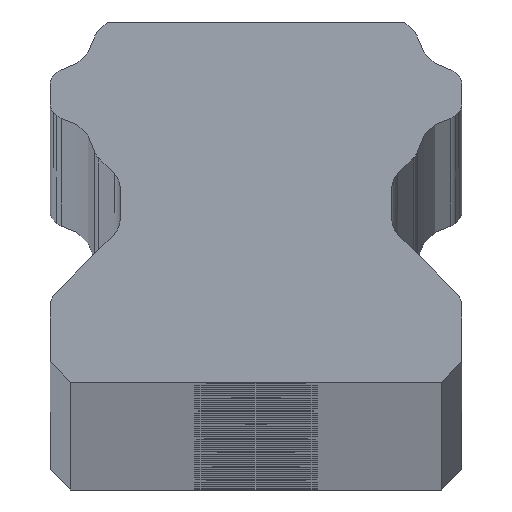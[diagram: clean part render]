
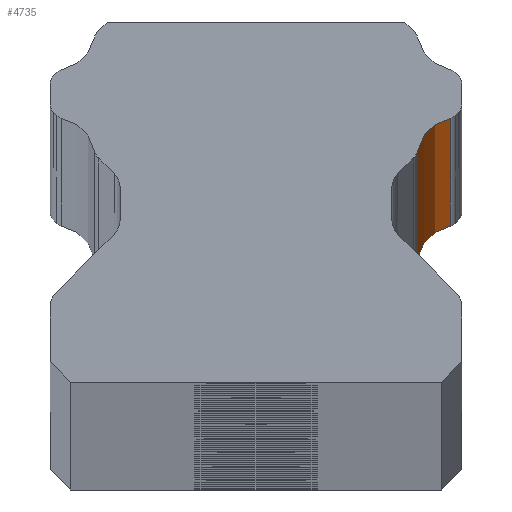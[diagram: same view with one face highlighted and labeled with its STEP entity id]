
A CAD part, top view. The second image highlights one B-rep face of the part: STEP entity #4735.
In plain terms, the highlighted cylindrical face has radius 2 mm (diameter 4 mm), a partial arc.
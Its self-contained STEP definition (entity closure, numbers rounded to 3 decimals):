
#54 = DIRECTION ( 'NONE',  ( 0., 0., -1. ) ) ;
#284 = VERTEX_POINT ( 'NONE', #5129 ) ;
#467 = DIRECTION ( 'NONE',  ( 0., 0., -1. ) ) ;
#605 = EDGE_LOOP ( 'NONE', ( #6326, #3848, #6234, #7431 ) ) ;
#615 = CARTESIAN_POINT ( 'NONE',  ( 7.847, -2.767, -1500. ) ) ;
#944 = CARTESIAN_POINT ( 'NONE',  ( 9.811, -3.146, 1500. ) ) ;
#1095 = DIRECTION ( 'NONE',  ( -1., 0., 0. ) ) ;
#1098 = FACE_OUTER_BOUND ( 'NONE', #605, .T. ) ;
#1125 = DIRECTION ( 'NONE',  ( 0., 0., -1. ) ) ;
#1391 = CARTESIAN_POINT ( 'NONE',  ( 9.432, -1.182, 1500. ) ) ;
#1551 = CYLINDRICAL_SURFACE ( 'NONE', #2485, 2. ) ;
#1575 = DIRECTION ( 'NONE',  ( -1., 0., 0. ) ) ;
#2001 = CARTESIAN_POINT ( 'NONE',  ( 7.847, -2.767, 1500. ) ) ;
#2281 = CARTESIAN_POINT ( 'NONE',  ( 9.432, -1.182, -1500. ) ) ;
#2291 = VERTEX_POINT ( 'NONE', #1391 ) ;
#2485 = AXIS2_PLACEMENT_3D ( 'NONE', #944, #4396, #6738 ) ;
#2864 = AXIS2_PLACEMENT_3D ( 'NONE', #4177, #8781, #1575 ) ;
#3848 = ORIENTED_EDGE ( 'NONE', *, *, #4503, .F. ) ;
#4177 = CARTESIAN_POINT ( 'NONE',  ( 9.811, -3.146, 1500. ) ) ;
#4218 = CIRCLE ( 'NONE', #5876, 2. ) ;
#4396 = DIRECTION ( 'NONE',  ( 0., 0., -1. ) ) ;
#4503 = EDGE_CURVE ( 'NONE', #2291, #7832, #7350, .T. ) ;
#4735 = ADVANCED_FACE ( 'NONE', ( #1098 ), #1551, .F. ) ;
#4760 = CARTESIAN_POINT ( 'NONE',  ( 9.432, -1.182, 1500. ) ) ;
#5023 = VECTOR ( 'NONE', #54, 1000. ) ;
#5058 = VECTOR ( 'NONE', #467, 1000. ) ;
#5129 = CARTESIAN_POINT ( 'NONE',  ( 7.847, -2.767, 1500. ) ) ;
#5469 = CARTESIAN_POINT ( 'NONE',  ( 9.811, -3.146, -1500. ) ) ;
#5847 = LINE ( 'NONE', #2001, #5023 ) ;
#5876 = AXIS2_PLACEMENT_3D ( 'NONE', #5469, #1125, #1095 ) ;
#6234 = ORIENTED_EDGE ( 'NONE', *, *, #7337, .F. ) ;
#6326 = ORIENTED_EDGE ( 'NONE', *, *, #9134, .T. ) ;
#6738 = DIRECTION ( 'NONE',  ( -1., 0., 0. ) ) ;
#7337 = EDGE_CURVE ( 'NONE', #284, #2291, #8422, .T. ) ;
#7347 = EDGE_CURVE ( 'NONE', #284, #8844, #5847, .T. ) ;
#7350 = LINE ( 'NONE', #4760, #5058 ) ;
#7431 = ORIENTED_EDGE ( 'NONE', *, *, #7347, .T. ) ;
#7832 = VERTEX_POINT ( 'NONE', #2281 ) ;
#8422 = CIRCLE ( 'NONE', #2864, 2. ) ;
#8781 = DIRECTION ( 'NONE',  ( 0., 0., -1. ) ) ;
#8844 = VERTEX_POINT ( 'NONE', #615 ) ;
#9134 = EDGE_CURVE ( 'NONE', #8844, #7832, #4218, .T. ) ;
